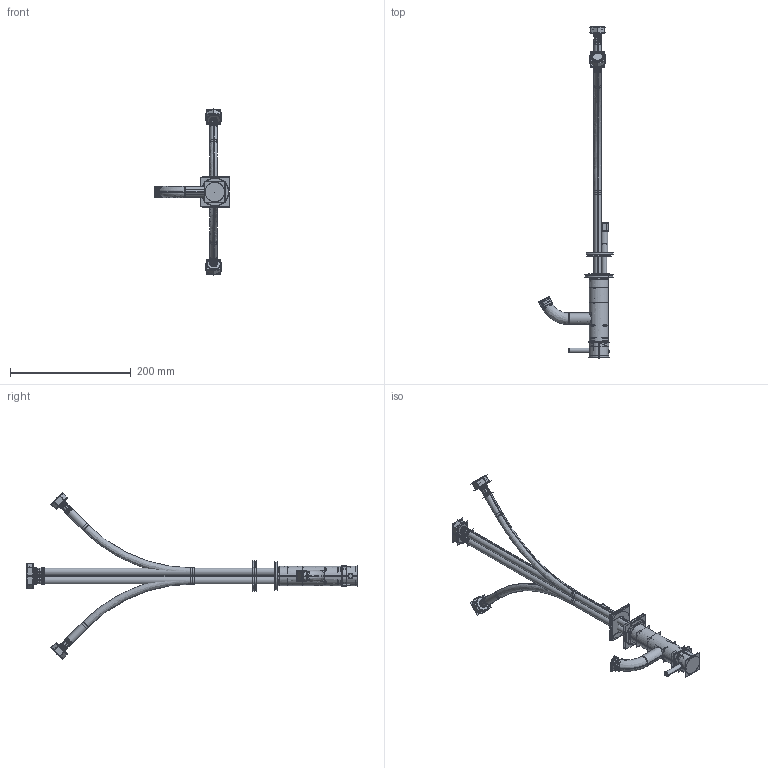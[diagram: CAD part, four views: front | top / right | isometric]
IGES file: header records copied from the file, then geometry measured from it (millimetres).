
Start section:  PTC IGES file: PRO114DNC.igs
Global section: file name: PRO114DNC.igs; native system: Pro/ENGINEER by Parametric Technology Corporation; preprocessor: 2009360; author: user152; organization: Unknown; date: 20200311.095444; units: millimetre
Bounding box: 123.72 x 550.19 x 276.51 mm (x, y, z)
Volume: 207422.4 mm3; surface area: 1288206.5 mm2
Topology: 18 solids, 36 shells, 2882 faces, 15582 edges, 20406 vertices
Faces by surface type: revolution 1912, bspline 970
